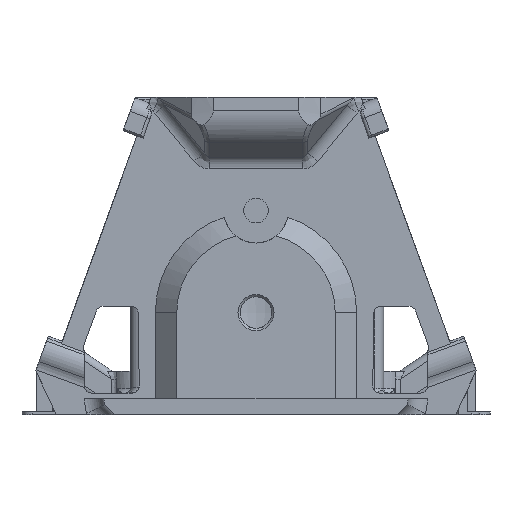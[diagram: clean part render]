
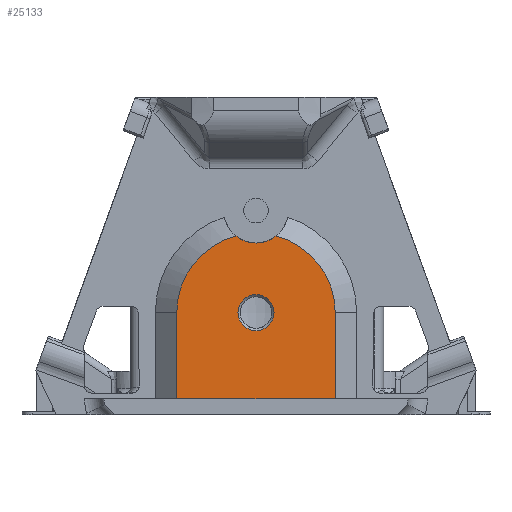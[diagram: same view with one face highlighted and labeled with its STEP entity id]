
A CAD part, front view. The second image highlights one B-rep face of the part: STEP entity #25133.
In plain terms, the highlighted planar face has unit normal (0, -1, 0).
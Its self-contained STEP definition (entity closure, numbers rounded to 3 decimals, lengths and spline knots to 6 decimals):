
#1089=LINE('',#36435,#3208);
#1090=LINE('',#36438,#3209);
#1091=LINE('',#36440,#3210);
#3208=VECTOR('',#29333,1.);
#3209=VECTOR('',#29338,1.);
#3210=VECTOR('',#29339,1.);
#6161=ORIENTED_EDGE('',*,*,#14018,.F.);
#6162=ORIENTED_EDGE('',*,*,#14013,.F.);
#6163=ORIENTED_EDGE('',*,*,#14017,.T.);
#6164=ORIENTED_EDGE('',*,*,#14019,.F.);
#6165=ORIENTED_EDGE('',*,*,#14020,.F.);
#6166=ORIENTED_EDGE('',*,*,#14010,.T.);
#6167=ORIENTED_EDGE('',*,*,#13879,.F.);
#13879=EDGE_CURVE('',#17823,#17823,#20317,.T.);
#14010=EDGE_CURVE('',#17930,#17933,#20351,.T.);
#14013=EDGE_CURVE('',#17936,#17937,#20353,.T.);
#14017=EDGE_CURVE('',#17936,#17939,#1089,.T.);
#14018=EDGE_CURVE('',#17937,#17933,#20354,.T.);
#14019=EDGE_CURVE('',#17940,#17939,#1090,.T.);
#14020=EDGE_CURVE('',#17930,#17940,#1091,.T.);
#17823=VERTEX_POINT('',#36085);
#17930=VERTEX_POINT('',#36406);
#17933=VERTEX_POINT('',#36415);
#17936=VERTEX_POINT('',#36422);
#17937=VERTEX_POINT('',#36424);
#17939=VERTEX_POINT('',#36434);
#17940=VERTEX_POINT('',#36439);
#20317=CIRCLE('',#26618,0.0025);
#20351=CIRCLE('',#26698,0.010979);
#20353=CIRCLE('',#26701,0.010979);
#20354=CIRCLE('',#26704,0.0045);
#21315=EDGE_LOOP('',(#6161,#6162,#6163,#6164,#6165,#6166));
#21316=EDGE_LOOP('',(#6167));
#22902=FACE_BOUND('',#21315,.T.);
#22903=FACE_BOUND('',#21316,.T.);
#24460=PLANE('',#26703);
#25133=ADVANCED_FACE('',(#22902,#22903),#24460,.T.);
#26618=AXIS2_PLACEMENT_3D('',#36084,#29082,#29083);
#26698=AXIS2_PLACEMENT_3D('',#36416,#29320,#29321);
#26701=AXIS2_PLACEMENT_3D('',#36423,#29327,#29328);
#26703=AXIS2_PLACEMENT_3D('',#36436,#29334,#29335);
#26704=AXIS2_PLACEMENT_3D('',#36437,#29336,#29337);
#29082=DIRECTION('',(0.,-1.,0.));
#29083=DIRECTION('',(1.,0.,0.));
#29320=DIRECTION('',(0.,-1.,0.));
#29321=DIRECTION('',(-1.,0.,0.));
#29327=DIRECTION('',(0.,1.,0.));
#29328=DIRECTION('',(-1.,0.,0.));
#29333=DIRECTION('',(0.,0.,-1.));
#29334=DIRECTION('',(0.,-1.,0.));
#29335=DIRECTION('',(-1.,0.,0.));
#29336=DIRECTION('',(0.,-1.,0.));
#29337=DIRECTION('',(1.,0.,0.));
#29338=DIRECTION('',(-1.,0.,0.));
#29339=DIRECTION('',(0.,0.,-1.));
#36084=CARTESIAN_POINT('',(-0.1154,0.00155,0.01415));
#36085=CARTESIAN_POINT('',(-0.1129,0.00155,0.01415));
#36406=CARTESIAN_POINT('',(-0.104421,0.00155,0.01415));
#36415=CARTESIAN_POINT('',(-0.11261,0.00155,0.024769));
#36416=CARTESIAN_POINT('',(-0.1154,0.00155,0.01415));
#36422=CARTESIAN_POINT('',(-0.126379,0.00155,0.01415));
#36423=CARTESIAN_POINT('',(-0.1154,0.00155,0.01415));
#36424=CARTESIAN_POINT('',(-0.11819,0.00155,0.024769));
#36434=CARTESIAN_POINT('',(-0.126379,0.00155,0.0022));
#36435=CARTESIAN_POINT('',(-0.126379,0.00155,0.01415));
#36436=CARTESIAN_POINT('',(-0.1154,0.00155,0.01415));
#36437=CARTESIAN_POINT('',(-0.1154,0.00155,0.0283));
#36438=CARTESIAN_POINT('',(-0.115398,0.00155,0.0022));
#36439=CARTESIAN_POINT('',(-0.104421,0.00155,0.0022));
#36440=CARTESIAN_POINT('',(-0.104421,0.00155,0.01415));
